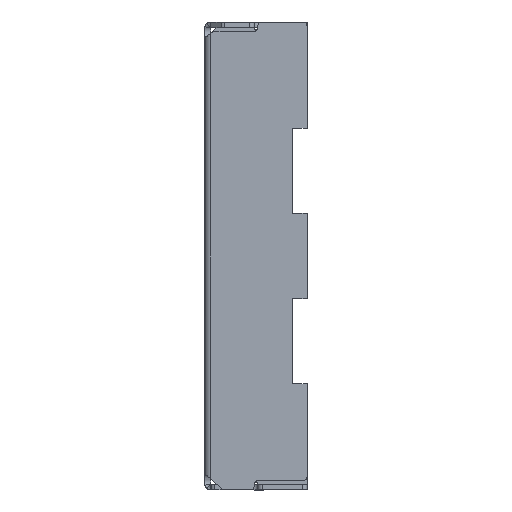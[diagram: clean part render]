
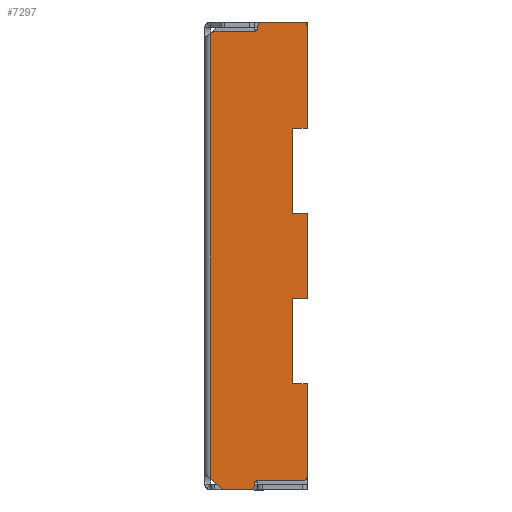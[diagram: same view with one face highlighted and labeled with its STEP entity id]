
A CAD part, left-side view. The second image highlights one B-rep face of the part: STEP entity #7297.
In plain terms, the highlighted planar face has unit normal (-1, 0, 0).
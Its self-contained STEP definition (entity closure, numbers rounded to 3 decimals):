
#126=DIRECTION('',(0.,1.,0.));
#127=VECTOR('',#126,0.5);
#128=CARTESIAN_POINT('',(-8.25,-1.8,-4.5));
#129=LINE('',#128,#127);
#130=DIRECTION('',(0.,1.,0.));
#131=VECTOR('',#130,1.565);
#132=CARTESIAN_POINT('',(-8.25,-1.65,-7.92));
#133=LINE('',#132,#131);
#134=DIRECTION('',(0.,-1.,0.));
#135=VECTOR('',#134,0.904);
#136=CARTESIAN_POINT('',(-8.25,1.119,-8.25));
#137=LINE('',#136,#135);
#138=DIRECTION('',(0.,-0.707,-0.707));
#139=VECTOR('',#138,0.531);
#140=CARTESIAN_POINT('',(-8.25,1.6,-7.831));
#141=LINE('',#140,#139);
#142=DIRECTION('',(0.,0.,-1.));
#143=VECTOR('',#142,15.661);
#144=CARTESIAN_POINT('',(-8.25,1.6,7.831));
#145=LINE('',#144,#143);
#146=DIRECTION('',(0.,0.707,-0.707));
#147=VECTOR('',#146,0.064);
#148=CARTESIAN_POINT('',(-8.25,1.555,7.876));
#149=LINE('',#148,#147);
#150=DIRECTION('',(0.,-1.,0.));
#151=VECTOR('',#150,1.364);
#152=CARTESIAN_POINT('',(-8.25,1.449,7.92));
#153=LINE('',#152,#151);
#154=DIRECTION('',(0.,1.,0.));
#155=VECTOR('',#154,1.435);
#156=CARTESIAN_POINT('',(-8.25,-1.65,8.25));
#157=LINE('',#156,#155);
#158=DIRECTION('',(0.,1.,0.));
#159=VECTOR('',#158,0.5);
#160=CARTESIAN_POINT('',(-8.25,-1.8,4.5));
#161=LINE('',#160,#159);
#162=DIRECTION('',(0.,0.,1.));
#163=VECTOR('',#162,3.);
#164=CARTESIAN_POINT('',(-8.25,-1.3,1.5));
#165=LINE('',#164,#163);
#166=DIRECTION('',(0.,1.,0.));
#167=VECTOR('',#166,0.5);
#168=CARTESIAN_POINT('',(-8.25,-1.8,1.5));
#169=LINE('',#168,#167);
#170=DIRECTION('',(0.,1.,0.));
#171=VECTOR('',#170,0.5);
#172=CARTESIAN_POINT('',(-8.25,-1.8,-1.5));
#173=LINE('',#172,#171);
#174=DIRECTION('',(0.,0.,1.));
#175=VECTOR('',#174,3.);
#176=CARTESIAN_POINT('',(-8.25,-1.3,-4.5));
#177=LINE('',#176,#175);
#198=DIRECTION('',(0.,0.,1.));
#199=VECTOR('',#198,3.27);
#200=CARTESIAN_POINT('',(-8.25,-1.8,-7.77));
#201=LINE('',#200,#199);
#202=DIRECTION('',(0.,0.,1.));
#203=VECTOR('',#202,3.);
#204=CARTESIAN_POINT('',(-8.25,-1.8,-1.5));
#205=LINE('',#204,#203);
#214=DIRECTION('',(0.,0.,1.));
#215=VECTOR('',#214,3.6);
#216=CARTESIAN_POINT('',(-8.25,-1.8,4.5));
#217=LINE('',#216,#215);
#314=CARTESIAN_POINT('',(-8.25,-1.65,8.1));
#315=DIRECTION('',(-1.,0.,0.));
#316=DIRECTION('',(0.,-1.,0.));
#317=AXIS2_PLACEMENT_3D('',#314,#315,#316);
#332=CARTESIAN_POINT('',(-8.25,-0.215,8.1));
#333=DIRECTION('',(-1.,0.,0.));
#334=DIRECTION('',(0.,0.,1.));
#335=AXIS2_PLACEMENT_3D('',#332,#333,#334);
#346=DIRECTION('',(0.,0.,-1.));
#347=VECTOR('',#346,0.03);
#348=CARTESIAN_POINT('',(-8.25,-0.065,8.1));
#349=LINE('',#348,#347);
#354=CARTESIAN_POINT('',(-8.25,0.085,8.07));
#355=DIRECTION('',(1.,0.,0.));
#356=DIRECTION('',(0.,-1.,0.));
#357=AXIS2_PLACEMENT_3D('',#354,#355,#356);
#372=CARTESIAN_POINT('',(-8.25,1.449,7.77));
#373=DIRECTION('',(-1.,0.,0.));
#374=DIRECTION('',(0.,0.,1.));
#375=AXIS2_PLACEMENT_3D('',#372,#373,#374);
#436=CARTESIAN_POINT('',(-8.25,1.119,-8.1));
#437=DIRECTION('',(-1.,0.,0.));
#438=DIRECTION('',(0.,0.707,-0.707));
#439=AXIS2_PLACEMENT_3D('',#436,#437,#438);
#454=CARTESIAN_POINT('',(-8.25,0.215,-8.1));
#455=DIRECTION('',(-1.,0.,0.));
#456=DIRECTION('',(0.,0.,-1.));
#457=AXIS2_PLACEMENT_3D('',#454,#455,#456);
#468=DIRECTION('',(0.,0.,1.));
#469=VECTOR('',#468,0.03);
#470=CARTESIAN_POINT('',(-8.25,0.065,-8.1));
#471=LINE('',#470,#469);
#476=CARTESIAN_POINT('',(-8.25,-0.085,-8.07));
#477=DIRECTION('',(1.,0.,0.));
#478=DIRECTION('',(0.,1.,0.));
#479=AXIS2_PLACEMENT_3D('',#476,#477,#478);
#494=CARTESIAN_POINT('',(-8.25,-1.65,-7.77));
#495=DIRECTION('',(-1.,0.,0.));
#496=DIRECTION('',(0.,0.,-1.));
#497=AXIS2_PLACEMENT_3D('',#494,#495,#496);
#5666=CARTESIAN_POINT('',(-8.25,-0.065,8.07));
#5668=VERTEX_POINT('',#5666);
#5670=CARTESIAN_POINT('',(-8.25,0.085,7.92));
#5672=VERTEX_POINT('',#5670);
#5675=CARTESIAN_POINT('',(-8.25,1.449,7.92));
#5677=VERTEX_POINT('',#5675);
#5678=CARTESIAN_POINT('',(-8.25,1.555,7.876));
#5679=VERTEX_POINT('',#5678);
#5683=CARTESIAN_POINT('',(-8.25,-0.215,8.25));
#5685=VERTEX_POINT('',#5683);
#5686=CARTESIAN_POINT('',(-8.25,-0.065,8.1));
#5687=VERTEX_POINT('',#5686);
#5691=CARTESIAN_POINT('',(-8.25,-1.8,8.1));
#5693=VERTEX_POINT('',#5691);
#5694=CARTESIAN_POINT('',(-8.25,-1.65,8.25));
#5695=VERTEX_POINT('',#5694);
#5698=CARTESIAN_POINT('',(-8.25,1.6,7.831));
#5699=VERTEX_POINT('',#5698);
#5702=CARTESIAN_POINT('',(-8.25,0.065,-8.07));
#5704=VERTEX_POINT('',#5702);
#5706=CARTESIAN_POINT('',(-8.25,-0.085,-7.92));
#5708=VERTEX_POINT('',#5706);
#5711=CARTESIAN_POINT('',(-8.25,-1.65,-7.92));
#5713=VERTEX_POINT('',#5711);
#5714=CARTESIAN_POINT('',(-8.25,-1.8,-7.77));
#5715=VERTEX_POINT('',#5714);
#5719=CARTESIAN_POINT('',(-8.25,0.215,-8.25));
#5721=VERTEX_POINT('',#5719);
#5722=CARTESIAN_POINT('',(-8.25,0.065,-8.1));
#5723=VERTEX_POINT('',#5722);
#5727=CARTESIAN_POINT('',(-8.25,1.225,-8.206));
#5729=VERTEX_POINT('',#5727);
#5730=CARTESIAN_POINT('',(-8.25,1.119,-8.25));
#5731=VERTEX_POINT('',#5730);
#5734=CARTESIAN_POINT('',(-8.25,1.6,-7.831));
#5735=VERTEX_POINT('',#5734);
#5934=CARTESIAN_POINT('',(-8.25,-1.8,1.5));
#5935=CARTESIAN_POINT('',(-8.25,-1.3,1.5));
#5936=VERTEX_POINT('',#5934);
#5937=VERTEX_POINT('',#5935);
#5938=CARTESIAN_POINT('',(-8.25,-1.3,4.5));
#5939=VERTEX_POINT('',#5938);
#5940=CARTESIAN_POINT('',(-8.25,-1.8,4.5));
#5941=VERTEX_POINT('',#5940);
#5950=CARTESIAN_POINT('',(-8.25,-1.8,-4.5));
#5951=CARTESIAN_POINT('',(-8.25,-1.3,-4.5));
#5952=VERTEX_POINT('',#5950);
#5953=VERTEX_POINT('',#5951);
#5954=CARTESIAN_POINT('',(-8.25,-1.3,-1.5));
#5955=VERTEX_POINT('',#5954);
#5956=CARTESIAN_POINT('',(-8.25,-1.8,-1.5));
#5957=VERTEX_POINT('',#5956);
#7238=CARTESIAN_POINT('',(-8.25,1.6,8.05));
#7239=DIRECTION('',(-1.,0.,0.));
#7240=DIRECTION('',(0.,-1.,0.));
#7241=AXIS2_PLACEMENT_3D('',#7238,#7239,#7240);
#7242=PLANE('',#7241);
#7244=ORIENTED_EDGE('',*,*,#7243,.F.);
#7246=ORIENTED_EDGE('',*,*,#7245,.F.);
#7248=ORIENTED_EDGE('',*,*,#7247,.F.);
#7250=ORIENTED_EDGE('',*,*,#7249,.T.);
#7252=ORIENTED_EDGE('',*,*,#7251,.F.);
#7254=ORIENTED_EDGE('',*,*,#7253,.F.);
#7256=ORIENTED_EDGE('',*,*,#7255,.F.);
#7258=ORIENTED_EDGE('',*,*,#7257,.F.);
#7260=ORIENTED_EDGE('',*,*,#7259,.F.);
#7262=ORIENTED_EDGE('',*,*,#7261,.F.);
#7264=ORIENTED_EDGE('',*,*,#7263,.F.);
#7266=ORIENTED_EDGE('',*,*,#7265,.F.);
#7268=ORIENTED_EDGE('',*,*,#7267,.F.);
#7270=ORIENTED_EDGE('',*,*,#7269,.T.);
#7272=ORIENTED_EDGE('',*,*,#7271,.F.);
#7274=ORIENTED_EDGE('',*,*,#7273,.F.);
#7276=ORIENTED_EDGE('',*,*,#7275,.F.);
#7278=ORIENTED_EDGE('',*,*,#7277,.F.);
#7280=ORIENTED_EDGE('',*,*,#7279,.F.);
#7282=ORIENTED_EDGE('',*,*,#7281,.F.);
#7284=ORIENTED_EDGE('',*,*,#7283,.T.);
#7286=ORIENTED_EDGE('',*,*,#7285,.F.);
#7288=ORIENTED_EDGE('',*,*,#7287,.F.);
#7290=ORIENTED_EDGE('',*,*,#7289,.F.);
#7292=ORIENTED_EDGE('',*,*,#7291,.T.);
#7294=ORIENTED_EDGE('',*,*,#7293,.F.);
#7295=EDGE_LOOP('',(#7244,#7246,#7248,#7250,#7252,#7254,#7256,#7258,#7260,#7262,
#7264,#7266,#7268,#7270,#7272,#7274,#7276,#7278,#7280,#7282,#7284,#7286,#7288,
#7290,#7292,#7294));
#7296=FACE_OUTER_BOUND('',#7295,.F.);
#318=CIRCLE('',#317,0.15);
#336=CIRCLE('',#335,0.15);
#358=CIRCLE('',#357,0.15);
#376=CIRCLE('',#375,0.15);
#440=CIRCLE('',#439,0.15);
#458=CIRCLE('',#457,0.15);
#480=CIRCLE('',#479,0.15);
#498=CIRCLE('',#497,0.15);
#7243=EDGE_CURVE('',#5952,#5953,#129,.T.);
#7245=EDGE_CURVE('',#5715,#5952,#201,.T.);
#7247=EDGE_CURVE('',#5713,#5715,#498,.T.);
#7249=EDGE_CURVE('',#5713,#5708,#133,.T.);
#7251=EDGE_CURVE('',#5704,#5708,#480,.T.);
#7253=EDGE_CURVE('',#5723,#5704,#471,.T.);
#7255=EDGE_CURVE('',#5721,#5723,#458,.T.);
#7257=EDGE_CURVE('',#5731,#5721,#137,.T.);
#7259=EDGE_CURVE('',#5729,#5731,#440,.T.);
#7261=EDGE_CURVE('',#5735,#5729,#141,.T.);
#7263=EDGE_CURVE('',#5699,#5735,#145,.T.);
#7265=EDGE_CURVE('',#5679,#5699,#149,.T.);
#7267=EDGE_CURVE('',#5677,#5679,#376,.T.);
#7269=EDGE_CURVE('',#5677,#5672,#153,.T.);
#7271=EDGE_CURVE('',#5668,#5672,#358,.T.);
#7273=EDGE_CURVE('',#5687,#5668,#349,.T.);
#7275=EDGE_CURVE('',#5685,#5687,#336,.T.);
#7277=EDGE_CURVE('',#5695,#5685,#157,.T.);
#7279=EDGE_CURVE('',#5693,#5695,#318,.T.);
#7281=EDGE_CURVE('',#5941,#5693,#217,.T.);
#7283=EDGE_CURVE('',#5941,#5939,#161,.T.);
#7285=EDGE_CURVE('',#5937,#5939,#165,.T.);
#7287=EDGE_CURVE('',#5936,#5937,#169,.T.);
#7289=EDGE_CURVE('',#5957,#5936,#205,.T.);
#7291=EDGE_CURVE('',#5957,#5955,#173,.T.);
#7293=EDGE_CURVE('',#5953,#5955,#177,.T.);
#7297=ADVANCED_FACE('',(#7296),#7242,.T.);
